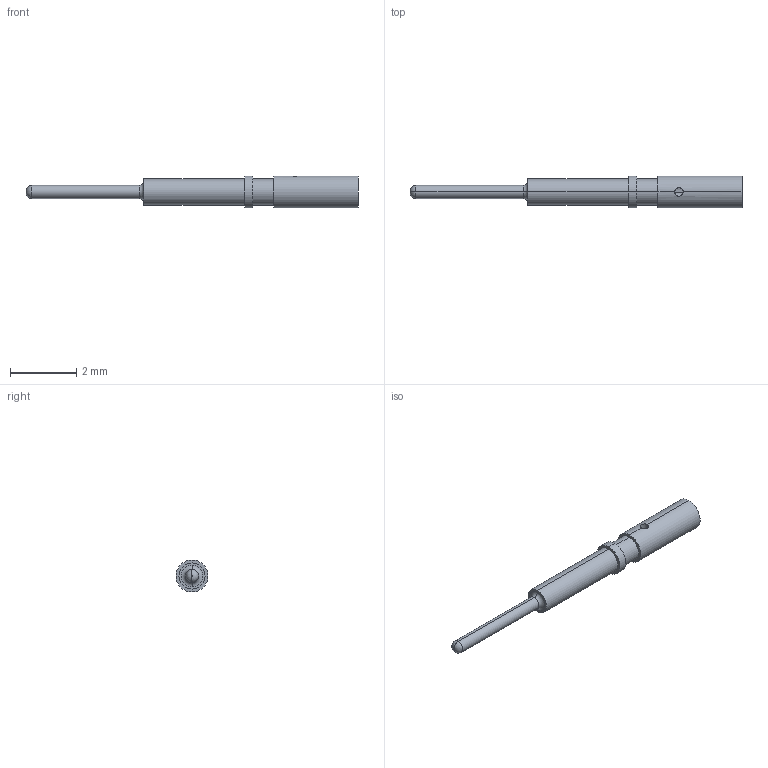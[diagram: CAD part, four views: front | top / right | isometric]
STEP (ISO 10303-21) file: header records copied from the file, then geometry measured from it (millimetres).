
FILE_DESCRIPTION (( 'STEP AP214' ), '1' );
FILE_NAME ('ICS40 B1 P2C3.STEP', '2009-08-24T14:42:36', ( 'Authorized User' ), ( '' ), 'SwSTEP 2.0', 'SolidWorks 2008', '' );
FILE_SCHEMA (( 'AUTOMOTIVE_DESIGN' ));
Length unit declared in the file: inch
Products named in the file (1): ICS40 B1 P2C3
Bounding box: 10.03 x 0.97 x 0.97 mm (x, y, z)
Volume: 3.5 mm3; surface area: 28.1 mm2
Topology: 1 solids, 1 shells, 28 faces, 60 edges, 35 vertices
Faces by surface type: cylinder 14, plane 6, cone 4, torus 4
Entity records: 894 total; most frequent: CARTESIAN_POINT 245, DIRECTION 146, ORIENTED_EDGE 116, AXIS2_PLACEMENT_3D 63, EDGE_CURVE 58, VERTEX_POINT 35, CIRCLE 34, EDGE_LOOP 33
